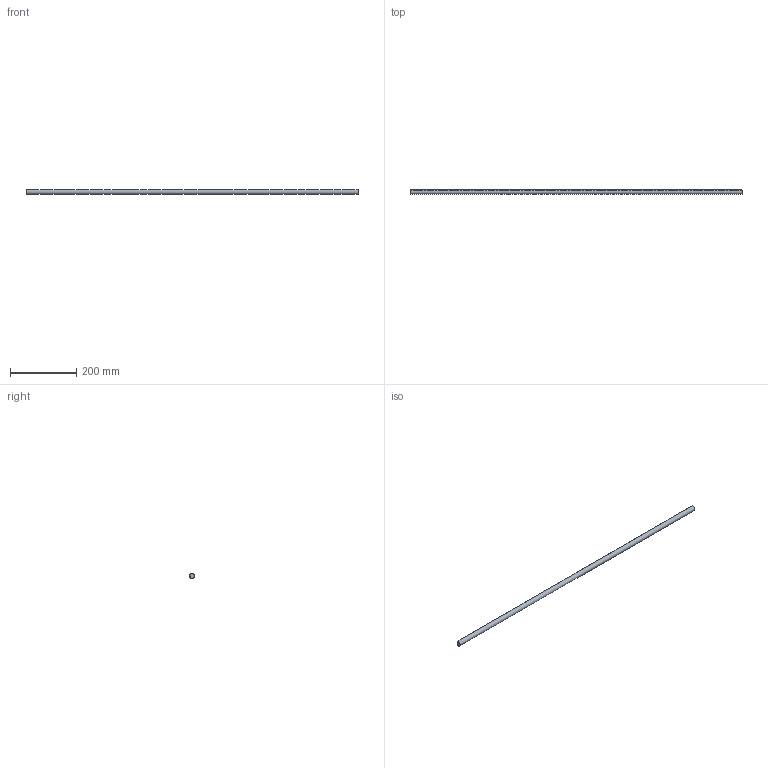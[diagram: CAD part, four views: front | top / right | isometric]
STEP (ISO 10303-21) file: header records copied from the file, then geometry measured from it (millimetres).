
FILE_DESCRIPTION(/* description */ ('STEP AP203'),/* implementation_level */ '2;1');
FILE_NAME(/* name */ '22863200',/* time_stamp */ '2024-05-23T11:31:20+02:00',/* author */ ('License CC BY-ND 4.0'),/* organization */ ('CADENAS'),/* preprocessor_version */ 'ST-DEVELOPER v19.3',/* originating_system */ 'PARTsolutions',/* authorisation */ ' ');
FILE_SCHEMA (('CONFIG_CONTROL_DESIGN'));
Length unit declared in the file: millimetre
Products named in the file (1): 22863200
Bounding box: 1000 x 14.97 x 14.97 mm (x, y, z)
Volume: 164093 mm3; surface area: 55299.8 mm2
Topology: 1 solids, 1 shells, 640 faces, 1490 edges, 852 vertices
Faces by surface type: plane 639, cylinder 1
Full cylindrical faces by diameter (mm): 15 x1
Entity records: 16658 total; most frequent: DIRECTION 2986, CARTESIAN_POINT 2771, ORIENTED_EDGE 2556, EDGE_CURVE 1278, AXIS2_PLACEMENT_3D 1067, LINE 852, VECTOR 852, VERTEX_POINT 852
